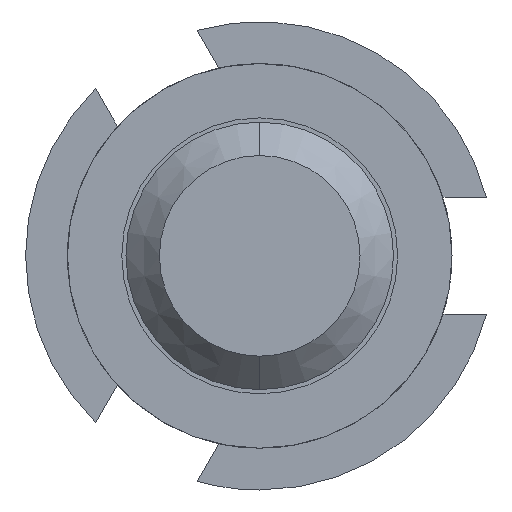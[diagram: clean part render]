
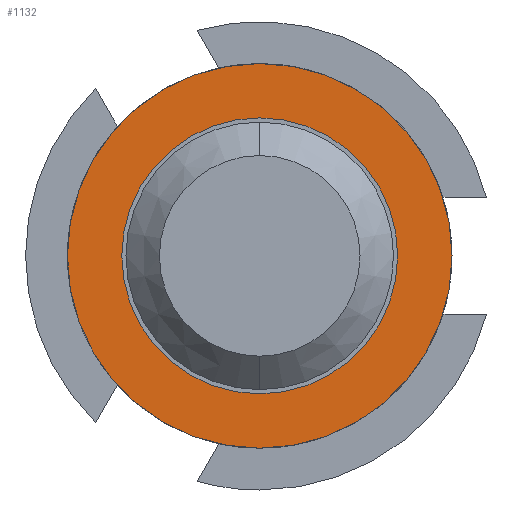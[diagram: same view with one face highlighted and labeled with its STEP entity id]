
A CAD part, front view. The second image highlights one B-rep face of the part: STEP entity #1132.
In plain terms, the highlighted planar face has unit normal (0, -1, 0).
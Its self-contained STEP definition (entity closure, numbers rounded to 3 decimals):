
#207 = VERTEX_POINT ( 'NONE', #1974 ) ;
#264 = AXIS2_PLACEMENT_3D ( 'NONE', #511, #873, #4088 ) ;
#335 = AXIS2_PLACEMENT_3D ( 'NONE', #2088, #2439, #3146 ) ;
#433 = ORIENTED_EDGE ( 'NONE', *, *, #1057, .T. ) ;
#492 = CARTESIAN_POINT ( 'NONE',  ( 0., -1.5, 0. ) ) ;
#511 = CARTESIAN_POINT ( 'NONE',  ( 0.825, -1.5, 0. ) ) ;
#616 = DIRECTION ( 'NONE',  ( 0., 0., 1. ) ) ;
#660 = CARTESIAN_POINT ( 'NONE',  ( 0., -1.5, 0. ) ) ;
#689 = EDGE_LOOP ( 'NONE', ( #433, #1216 ) ) ;
#822 = AXIS2_PLACEMENT_3D ( 'NONE', #660, #2827, #616 ) ;
#858 = CARTESIAN_POINT ( 'NONE',  ( 0., -1.5, 0. ) ) ;
#873 = DIRECTION ( 'NONE',  ( 0., 1., 0. ) ) ;
#1043 = ORIENTED_EDGE ( 'NONE', *, *, #1199, .F. ) ;
#1057 = EDGE_CURVE ( 'Defeature ausgef�hrt4_46+Defeature ausgef�hrt4_45+Defeature ausgef�hrt4_45+Defeature ausgef�hrt4_45', #207, #3660, #3521, .T. ) ;
#1132 = ADVANCED_FACE ( 'Defeature ausgef�hrt4_46', ( #2289, #2124 ), #2306, .F. ) ;
#1179 = EDGE_CURVE ( 'Defeature ausgef�hrt4_42+Defeature ausgef�hrt4_46+Defeature ausgef�hrt4_46+Defeature ausgef�hrt4_46', #4347, #4197, #1502, .T. ) ;
#1199 = EDGE_CURVE ( 'Defeature ausgef�hrt4_42+Defeature ausgef�hrt4_46+Defeature ausgef�hrt4_46+Defeature ausgef�hrt4_46', #4197, #4347, #1890, .T. ) ;
#1216 = ORIENTED_EDGE ( 'NONE', *, *, #4518, .T. ) ;
#1502 = CIRCLE ( 'NONE', #335, 1.15 ) ;
#1666 = CARTESIAN_POINT ( 'NONE',  ( 0., -1.5, 1.15 ) ) ;
#1881 = DIRECTION ( 'NONE',  ( 0., 1., 0. ) ) ;
#1890 = CIRCLE ( 'NONE', #822, 1.15 ) ;
#1974 = CARTESIAN_POINT ( 'NONE',  ( 0., -1.5, 0.825 ) ) ;
#2088 = CARTESIAN_POINT ( 'NONE',  ( 0., -1.5, 0. ) ) ;
#2101 = CIRCLE ( 'NONE', #4003, 0.825 ) ;
#2124 = FACE_BOUND ( 'NONE', #689, .T. ) ;
#2151 = CARTESIAN_POINT ( 'NONE',  ( 0., -1.5, -1.15 ) ) ;
#2289 = FACE_OUTER_BOUND ( 'NONE', #4425, .T. ) ;
#2306 = PLANE ( 'NONE',  #264 ) ;
#2439 = DIRECTION ( 'NONE',  ( 0., 1., 0. ) ) ;
#2479 = CARTESIAN_POINT ( 'NONE',  ( 0., -1.5, -0.825 ) ) ;
#2827 = DIRECTION ( 'NONE',  ( 0., 1., 0. ) ) ;
#3146 = DIRECTION ( 'NONE',  ( 0., 0., 1. ) ) ;
#3272 = ORIENTED_EDGE ( 'NONE', *, *, #1179, .F. ) ;
#3351 = DIRECTION ( 'NONE',  ( 0., 0., 1. ) ) ;
#3521 = CIRCLE ( 'NONE', #4348, 0.825 ) ;
#3660 = VERTEX_POINT ( 'NONE', #2479 ) ;
#3749 = DIRECTION ( 'NONE',  ( 0., 1., 0. ) ) ;
#4003 = AXIS2_PLACEMENT_3D ( 'NONE', #492, #3749, #3351 ) ;
#4088 = DIRECTION ( 'NONE',  ( 0., 0., 1. ) ) ;
#4197 = VERTEX_POINT ( 'NONE', #1666 ) ;
#4347 = VERTEX_POINT ( 'NONE', #2151 ) ;
#4348 = AXIS2_PLACEMENT_3D ( 'NONE', #858, #1881, #4402 ) ;
#4402 = DIRECTION ( 'NONE',  ( 0., 0., 1. ) ) ;
#4425 = EDGE_LOOP ( 'NONE', ( #1043, #3272 ) ) ;
#4518 = EDGE_CURVE ( 'Defeature ausgef�hrt4_46+Defeature ausgef�hrt4_45+Defeature ausgef�hrt4_45+Defeature ausgef�hrt4_45', #3660, #207, #2101, .T. ) ;
